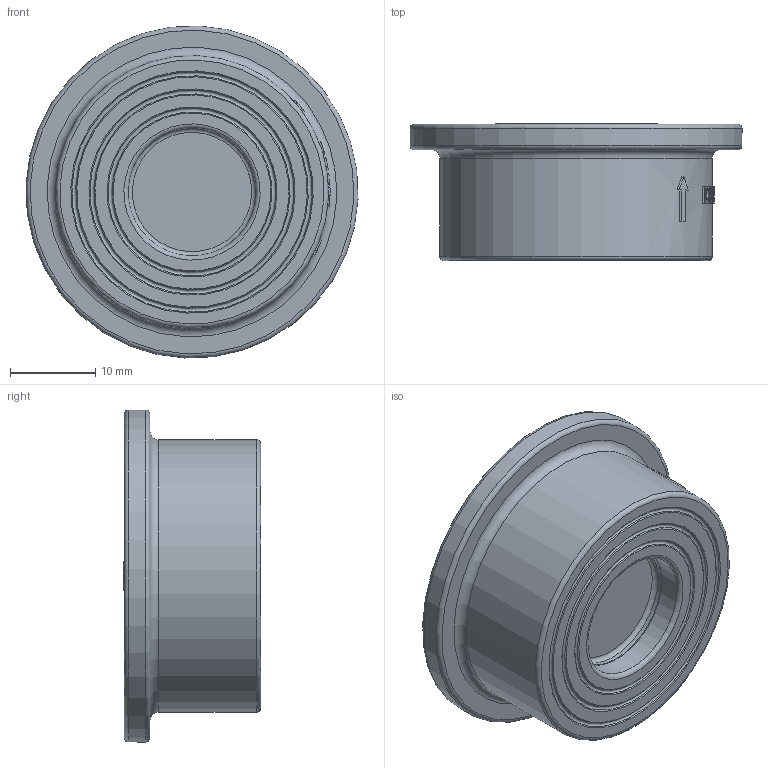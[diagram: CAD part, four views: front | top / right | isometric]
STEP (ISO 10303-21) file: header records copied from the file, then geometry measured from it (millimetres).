
FILE_DESCRIPTION(/* description */ (''),/* implementation_level */ '2;1');
FILE_NAME(/* name */ 'DN15_3D_STEP.stp',/* time_stamp */ '2025-10-09T09:52:13+03:00',/* author */ ('igorr'),/* organization */ (''),/* preprocessor_version */ 'ST-DEVELOPER v20',/* originating_system */ 'Autodesk Inventor 2025',/* authorisation */ '');
FILE_SCHEMA (('AUTOMOTIVE_DESIGN { 1 0 10303 214 3 1 1 }'));
Length unit declared in the file: millimetre
Products named in the file (3): Сборка1; Деталь; Деталь_1
Assembly tree (2 placements, depth 2):
  Сборка1
    Деталь
    Деталь_1
Bounding box: 38.96 x 16.12 x 38.96 mm (x, y, z)
Volume: 6649.9 mm3; surface area: 6657.9 mm2
Topology: 4 solids, 4 shells, 208 faces, 496 edges, 311 vertices
Faces by surface type: plane 82, cylinder 44, bspline 36, torus 33, cone 13
Full cylindrical faces by diameter (mm): 3.623 x1, 3.744 x1, 15 x2, 17 x2, 19 x1, 26 x1, 28.5 x1, 32 x1, 39 x1
Entity records: 9225 total; most frequent: CARTESIAN_POINT 4143, DIRECTION 1004, ORIENTED_EDGE 980, EDGE_CURVE 490, AXIS2_PLACEMENT_3D 412, VERTEX_POINT 311, EDGE_LOOP 233, FACE_OUTER_BOUND 208
